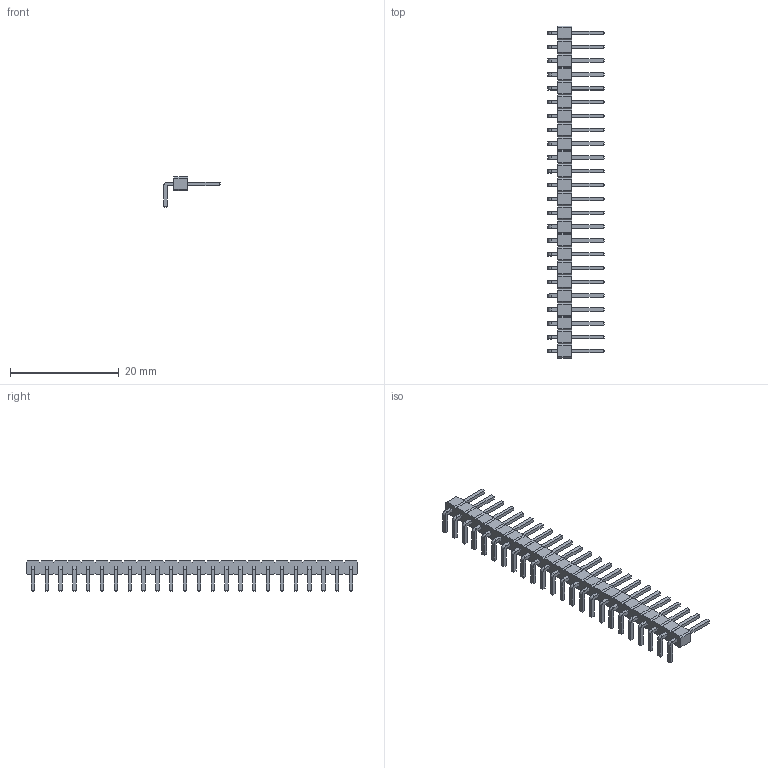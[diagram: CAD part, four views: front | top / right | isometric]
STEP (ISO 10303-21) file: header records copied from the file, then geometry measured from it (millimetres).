
FILE_DESCRIPTION(/* description */ ('model of PinHeader_1x24_P2.54mm_Horizontal'),/* implementation_level */ '2;1');
FILE_NAME(/* name */ 'PinHeader_1x24_P2.54mm_Horizontal.step',/* time_stamp */ '2017-12-02T02:47:38',/* author */ ('kicad StepUp','ksu'),/* organization */ ('FreeCAD'),/* preprocessor_version */ 'OCC',/* originating_system */ 'kicad StepUp',/* authorisation */ '');
FILE_SCHEMA(('AUTOMOTIVE_DESIGN_CC2 { 1 2 10303 214 -1 1 5 4 }'));
Length unit declared in the file: millimetre
Products named in the file (1): PinHeader_1x24_P254mm_Horizontal
Bounding box: 10.36 x 60.96 x 5.54 mm (x, y, z)
Volume: 498.5 mm3; surface area: 1350.3 mm2
Topology: 1 solids, 1 shells, 652 faces, 1614 edges, 1012 vertices
Faces by surface type: plane 628, cylinder 24
Entity records: 23267 total; most frequent: CARTESIAN_POINT 3279, ORIENTED_EDGE 3228, DIRECTION 2968, EDGE_CURVE 1614, LINE 1566, VECTOR 1566, VERTEX_POINT 1012, AXIS2_PLACEMENT_3D 701
